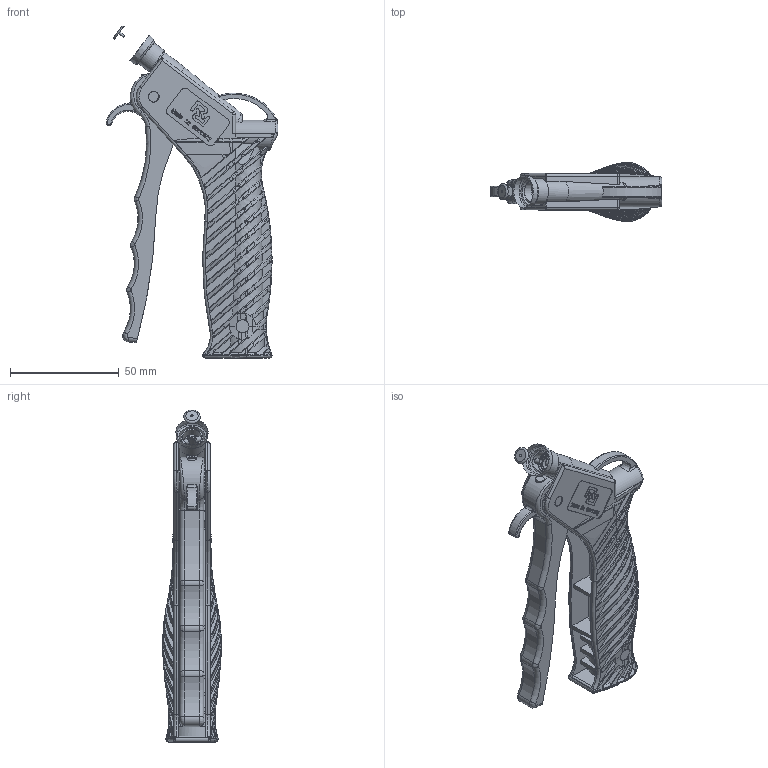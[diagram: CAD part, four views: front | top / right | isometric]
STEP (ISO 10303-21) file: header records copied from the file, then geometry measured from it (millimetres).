
FILE_DESCRIPTION(/* description */ (''),/* implementation_level */ '2;1');
FILE_NAME(/* name */ 'al13.stp',/* time_stamp */ '2021-04-16T09:01:13+02:00',/* author */ ('IA176480'),/* organization */ (''),/* preprocessor_version */ 'ST-DEVELOPER v17.2',/* originating_system */ 'Autodesk Inventor 2019',/* authorisation */ '');
FILE_SCHEMA (('CONFIG_CONTROL_DESIGN'));
Length unit declared in the file: millimetre
Products named in the file (1): AL13
Bounding box: 79.14 x 27.14 x 152.9 mm (x, y, z)
Volume: 64483.5 mm3; surface area: 38253.5 mm2
Topology: 1 solids, 13 shells, 2460 faces, 6663 edges, 4248 vertices
Faces by surface type: plane 1210, bspline 927, cylinder 212, cone 60, torus 39, sphere 12
Full cylindrical faces by diameter (mm): 1 x1, 2.4 x2, 3.5 x1, 4.9 x2, 5 x2, 6.2 x1, 7 x1, 9 x1, 10 x1, 10.85 x1, 11.445 x1, 12 x1, 12.5 x1, 14.1 x2, 14.7 x1, 15 x1, 15.1 x1
Entity records: 123290 total; most frequent: CARTESIAN_POINT 64598, ORIENTED_EDGE 13266, DIRECTION 9173, EDGE_CURVE 6633, VERTEX_POINT 4244, LINE 3337, VECTOR 3337, AXIS2_PLACEMENT_3D 2918
